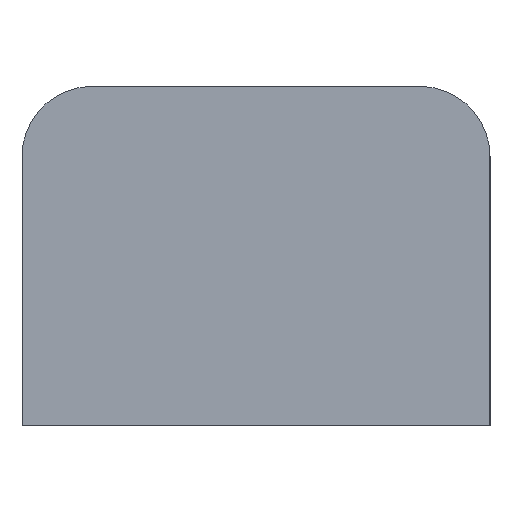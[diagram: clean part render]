
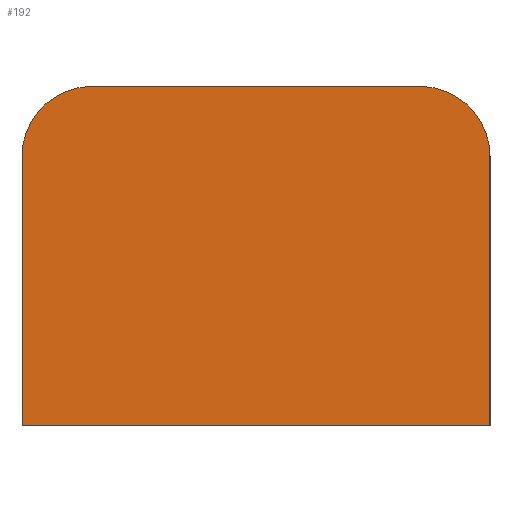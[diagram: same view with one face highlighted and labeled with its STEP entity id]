
A CAD part, left-side view. The second image highlights one B-rep face of the part: STEP entity #192.
In plain terms, the highlighted planar face has unit normal (-1, 0, 0).
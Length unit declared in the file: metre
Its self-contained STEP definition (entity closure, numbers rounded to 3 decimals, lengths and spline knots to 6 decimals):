
#19=LINE('',#305,#33);
#21=LINE('',#311,#35);
#22=LINE('',#313,#36);
#23=LINE('',#315,#37);
#33=VECTOR('',#246,1.);
#35=VECTOR('',#252,1.);
#36=VECTOR('',#253,1.);
#37=VECTOR('',#254,1.);
#51=ORIENTED_EDGE('',*,*,#97,.T.);
#52=ORIENTED_EDGE('',*,*,#99,.T.);
#53=ORIENTED_EDGE('',*,*,#100,.T.);
#54=ORIENTED_EDGE('',*,*,#101,.F.);
#55=ORIENTED_EDGE('',*,*,#102,.F.);
#56=ORIENTED_EDGE('',*,*,#103,.T.);
#97=EDGE_CURVE('',#122,#121,#19,.T.);
#99=EDGE_CURVE('',#121,#123,#137,.F.);
#100=EDGE_CURVE('',#123,#124,#21,.T.);
#101=EDGE_CURVE('',#125,#124,#22,.T.);
#102=EDGE_CURVE('',#126,#125,#23,.T.);
#103=EDGE_CURVE('',#126,#122,#138,.F.);
#121=VERTEX_POINT('',#304);
#122=VERTEX_POINT('',#306);
#123=VERTEX_POINT('',#310);
#124=VERTEX_POINT('',#312);
#125=VERTEX_POINT('',#314);
#126=VERTEX_POINT('',#316);
#137=CIRCLE('',#219,0.003);
#138=CIRCLE('',#220,0.003);
#148=EDGE_LOOP('',(#51,#52,#53,#54,#55,#56));
#168=FACE_BOUND('',#148,.T.);
#186=PLANE('',#218);
#192=ADVANCED_FACE('',(#168),#186,.F.);
#218=AXIS2_PLACEMENT_3D('',#308,#248,#249);
#219=AXIS2_PLACEMENT_3D('',#309,#250,#251);
#220=AXIS2_PLACEMENT_3D('',#317,#255,#256);
#246=DIRECTION('',(0.,1.,0.));
#248=DIRECTION('',(1.,0.,0.));
#249=DIRECTION('',(0.,0.,-1.));
#250=DIRECTION('',(1.,0.,0.));
#251=DIRECTION('',(0.,0.,-1.));
#252=DIRECTION('',(0.,0.,-1.));
#253=DIRECTION('',(0.,1.,0.));
#254=DIRECTION('',(0.,0.,-1.));
#255=DIRECTION('',(1.,0.,0.));
#256=DIRECTION('',(0.,0.,-1.));
#304=CARTESIAN_POINT('',(-0.02,-0.003,0.0145));
#305=CARTESIAN_POINT('',(-0.02,-0.02,0.0145));
#306=CARTESIAN_POINT('',(-0.02,-0.017,0.0145));
#308=CARTESIAN_POINT('',(-0.02,-0.02,0.00725));
#309=CARTESIAN_POINT('',(-0.02,-0.003,0.0115));
#310=CARTESIAN_POINT('',(-0.02,0.,0.0115));
#311=CARTESIAN_POINT('',(-0.02,0.,0.00725));
#312=CARTESIAN_POINT('',(-0.02,0.,0.));
#313=CARTESIAN_POINT('',(-0.02,-0.02,0.));
#314=CARTESIAN_POINT('',(-0.02,-0.02,0.));
#315=CARTESIAN_POINT('',(-0.02,-0.02,0.00725));
#316=CARTESIAN_POINT('',(-0.02,-0.02,0.0115));
#317=CARTESIAN_POINT('',(-0.02,-0.017,0.0115));
